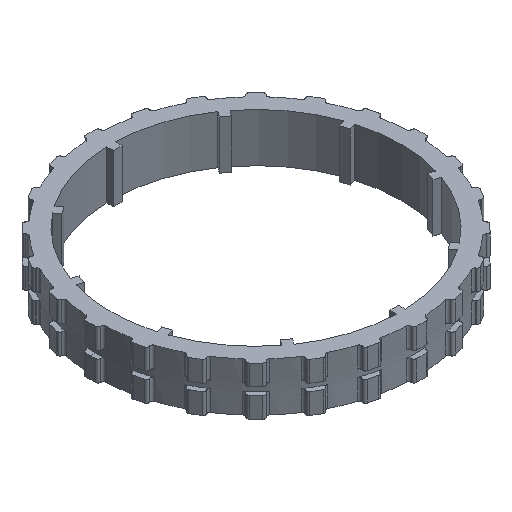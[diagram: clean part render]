
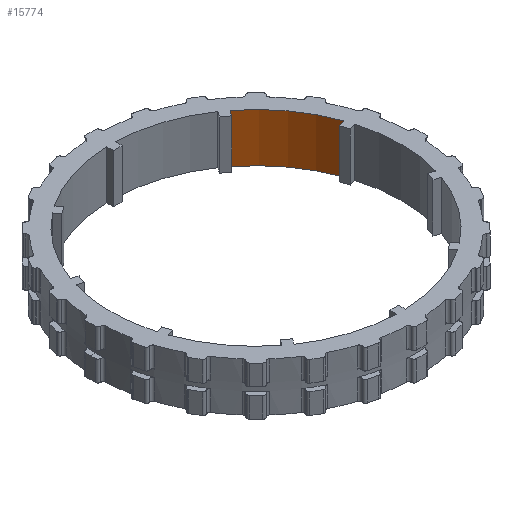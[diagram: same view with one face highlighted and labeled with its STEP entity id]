
A CAD part, isometric view. The second image highlights one B-rep face of the part: STEP entity #15774.
In plain terms, the highlighted cylindrical face has radius 29.8 mm (diameter 59.6 mm), a partial arc.
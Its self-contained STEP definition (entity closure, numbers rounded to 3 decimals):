
#143 = EDGE_LOOP ( 'NONE', ( #8127, #14283, #4810, #9031 ) ) ;
#322 = VECTOR ( 'NONE', #15274, 1000. ) ;
#734 = VECTOR ( 'NONE', #11821, 1000. ) ;
#1543 = AXIS2_PLACEMENT_3D ( 'NONE', #13359, #6009, #10986 ) ;
#1825 = VERTEX_POINT ( 'NONE', #7837 ) ;
#2023 = FACE_OUTER_BOUND ( 'NONE', #143, .T. ) ;
#3396 = CYLINDRICAL_SURFACE ( 'NONE', #1543, 29.8 ) ;
#4810 = ORIENTED_EDGE ( 'NONE', *, *, #9904, .F. ) ;
#4907 = DIRECTION ( 'NONE',  ( 0., 0., 1. ) ) ;
#5230 = CARTESIAN_POINT ( 'NONE',  ( 28.05, 10.06, 10. ) ) ;
#5575 = CIRCLE ( 'NONE', #14690, 29.8 ) ;
#6009 = DIRECTION ( 'NONE',  ( 0., 0., -1. ) ) ;
#6819 = DIRECTION ( 'NONE',  ( 1., 0., 0. ) ) ;
#6870 = EDGE_CURVE ( 'NONE', #14234, #7664, #9152, .T. ) ;
#7664 = VERTEX_POINT ( 'NONE', #14112 ) ;
#7837 = CARTESIAN_POINT ( 'NONE',  ( 18.236, 23.569, 10. ) ) ;
#8127 = ORIENTED_EDGE ( 'NONE', *, *, #12563, .T. ) ;
#9031 = ORIENTED_EDGE ( 'NONE', *, *, #6870, .T. ) ;
#9152 = LINE ( 'NONE', #5230, #322 ) ;
#9516 = DIRECTION ( 'NONE',  ( 0., 0., 1. ) ) ;
#9530 = CARTESIAN_POINT ( 'NONE',  ( 18.236, 23.569, 10. ) ) ;
#9904 = EDGE_CURVE ( 'NONE', #14234, #14335, #5575, .T. ) ;
#10201 = CARTESIAN_POINT ( 'NONE',  ( 18.236, 23.569, 0. ) ) ;
#10370 = CARTESIAN_POINT ( 'NONE',  ( 28.05, 10.06, 0. ) ) ;
#10656 = CARTESIAN_POINT ( 'NONE',  ( 0., 0., 0. ) ) ;
#10986 = DIRECTION ( 'NONE',  ( -1., 0., 0. ) ) ;
#11201 = CARTESIAN_POINT ( 'NONE',  ( 0., 0., 10. ) ) ;
#11280 = DIRECTION ( 'NONE',  ( 1., 0., 0. ) ) ;
#11324 = AXIS2_PLACEMENT_3D ( 'NONE', #11201, #4907, #11280 ) ;
#11821 = DIRECTION ( 'NONE',  ( 0., 0., -1. ) ) ;
#12563 = EDGE_CURVE ( 'NONE', #7664, #1825, #12885, .T. ) ;
#12885 = CIRCLE ( 'NONE', #11324, 29.8 ) ;
#13359 = CARTESIAN_POINT ( 'NONE',  ( 0., 0., 10. ) ) ;
#14112 = CARTESIAN_POINT ( 'NONE',  ( 28.05, 10.06, 10. ) ) ;
#14234 = VERTEX_POINT ( 'NONE', #10370 ) ;
#14283 = ORIENTED_EDGE ( 'NONE', *, *, #14770, .T. ) ;
#14335 = VERTEX_POINT ( 'NONE', #10201 ) ;
#14690 = AXIS2_PLACEMENT_3D ( 'NONE', #10656, #9516, #6819 ) ;
#14770 = EDGE_CURVE ( 'NONE', #1825, #14335, #15805, .T. ) ;
#15274 = DIRECTION ( 'NONE',  ( 0., 0., 1. ) ) ;
#15774 = ADVANCED_FACE ( 'NONE', ( #2023 ), #3396, .F. ) ;
#15805 = LINE ( 'NONE', #9530, #734 ) ;
